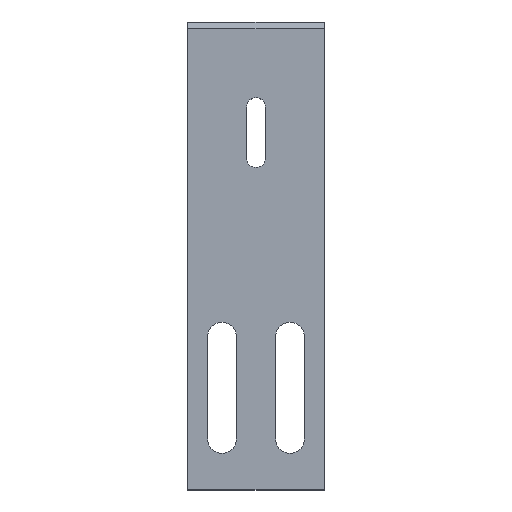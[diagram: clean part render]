
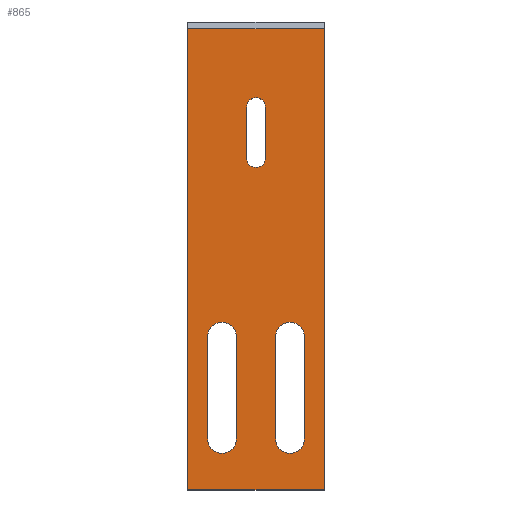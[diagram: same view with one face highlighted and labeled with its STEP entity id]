
A CAD part, top view. The second image highlights one B-rep face of the part: STEP entity #865.
In plain terms, the highlighted planar face has unit normal (0, 0, 1).
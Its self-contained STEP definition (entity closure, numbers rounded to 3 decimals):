
#1 = VECTOR ( 'NONE', #652, 1000. ) ;
#4 = CIRCLE ( 'NONE', #824, 4.25 ) ;
#7 = VERTEX_POINT ( 'NONE', #838 ) ;
#8 = DIRECTION ( 'NONE',  ( 0., -1., 0. ) ) ;
#13 = EDGE_CURVE ( 'NONE', #255, #604, #844, .T. ) ;
#29 = VERTEX_POINT ( 'NONE', #60 ) ;
#34 = DIRECTION ( 'NONE',  ( 0., 0., -1. ) ) ;
#36 = CIRCLE ( 'NONE', #98, 2.75 ) ;
#37 = AXIS2_PLACEMENT_3D ( 'NONE', #726, #34, #342 ) ;
#42 = VERTEX_POINT ( 'NONE', #993 ) ;
#43 = VERTEX_POINT ( 'NONE', #749 ) ;
#60 = CARTESIAN_POINT ( 'NONE',  ( -2.75, 62.5, 7. ) ) ;
#63 = VECTOR ( 'NONE', #619, 1000. ) ;
#75 = CARTESIAN_POINT ( 'NONE',  ( -5.75, 10., 7. ) ) ;
#78 = DIRECTION ( 'NONE',  ( 1., 0., 0. ) ) ;
#82 = LINE ( 'NONE', #409, #1 ) ;
#90 = CARTESIAN_POINT ( 'NONE',  ( -20., -35., 7. ) ) ;
#98 = AXIS2_PLACEMENT_3D ( 'NONE', #665, #128, #133 ) ;
#99 = AXIS2_PLACEMENT_3D ( 'NONE', #276, #122, #514 ) ;
#122 = DIRECTION ( 'NONE',  ( 0., 0., 1. ) ) ;
#128 = DIRECTION ( 'NONE',  ( 0., 0., 1. ) ) ;
#132 = EDGE_CURVE ( 'NONE', #957, #42, #82, .T. ) ;
#133 = DIRECTION ( 'NONE',  ( 1., 0., 0. ) ) ;
#145 = LINE ( 'NONE', #768, #146 ) ;
#146 = VECTOR ( 'NONE', #8, 1000. ) ;
#148 = VECTOR ( 'NONE', #791, 1000. ) ;
#172 = CARTESIAN_POINT ( 'NONE',  ( -20., -35., 7. ) ) ;
#184 = CARTESIAN_POINT ( 'NONE',  ( 10., 10., 7. ) ) ;
#189 = CARTESIAN_POINT ( 'NONE',  ( 2.75, 77.5, 7. ) ) ;
#197 = DIRECTION ( 'NONE',  ( -1., 0., 0. ) ) ;
#212 = LINE ( 'NONE', #741, #374 ) ;
#218 = CARTESIAN_POINT ( 'NONE',  ( -14.25, 10., 7. ) ) ;
#238 = CARTESIAN_POINT ( 'NONE',  ( 20., -35., 7. ) ) ;
#240 = DIRECTION ( 'NONE',  ( 1., 0., 0. ) ) ;
#255 = VERTEX_POINT ( 'NONE', #360 ) ;
#270 = EDGE_CURVE ( 'NONE', #706, #969, #36, .T. ) ;
#276 = CARTESIAN_POINT ( 'NONE',  ( -10., -20., 7. ) ) ;
#286 = VERTEX_POINT ( 'NONE', #438 ) ;
#290 = VERTEX_POINT ( 'NONE', #443 ) ;
#291 = CARTESIAN_POINT ( 'NONE',  ( -10., 10., 7. ) ) ;
#293 = ORIENTED_EDGE ( 'NONE', *, *, #270, .F. ) ;
#303 = CARTESIAN_POINT ( 'NONE',  ( 5.75, 10., 7. ) ) ;
#310 = DIRECTION ( 'NONE',  ( 0., -1., 0. ) ) ;
#314 = CARTESIAN_POINT ( 'NONE',  ( -2.75, 77.5, 7. ) ) ;
#319 = DIRECTION ( 'NONE',  ( 1., 0., 0. ) ) ;
#329 = AXIS2_PLACEMENT_3D ( 'NONE', #989, #609, #240 ) ;
#337 = EDGE_CURVE ( 'NONE', #980, #286, #971, .T. ) ;
#342 = DIRECTION ( 'NONE',  ( -1., 0., 0. ) ) ;
#359 = CIRCLE ( 'NONE', #558, 4.25 ) ;
#360 = CARTESIAN_POINT ( 'NONE',  ( 20., -35., 7. ) ) ;
#362 = FACE_OUTER_BOUND ( 'NONE', #789, .T. ) ;
#367 = CARTESIAN_POINT ( 'NONE',  ( 14.25, 10., 7. ) ) ;
#374 = VECTOR ( 'NONE', #197, 1000. ) ;
#380 = DIRECTION ( 'NONE',  ( -1., 0., 0. ) ) ;
#381 = ORIENTED_EDGE ( 'NONE', *, *, #337, .F. ) ;
#386 = ORIENTED_EDGE ( 'NONE', *, *, #424, .F. ) ;
#391 = VECTOR ( 'NONE', #549, 1000. ) ;
#409 = CARTESIAN_POINT ( 'NONE',  ( 5.75, 10., 7. ) ) ;
#418 = VERTEX_POINT ( 'NONE', #866 ) ;
#423 = PLANE ( 'NONE',  #37 ) ;
#424 = EDGE_CURVE ( 'NONE', #42, #980, #4, .T. ) ;
#431 = ORIENTED_EDGE ( 'NONE', *, *, #863, .T. ) ;
#432 = ORIENTED_EDGE ( 'NONE', *, *, #436, .F. ) ;
#436 = EDGE_CURVE ( 'NONE', #969, #29, #145, .T. ) ;
#438 = CARTESIAN_POINT ( 'NONE',  ( 14.25, 10., 7. ) ) ;
#443 = CARTESIAN_POINT ( 'NONE',  ( -14.25, -20., 7. ) ) ;
#449 = CARTESIAN_POINT ( 'NONE',  ( 2.75, 62.5, 7. ) ) ;
#450 = ORIENTED_EDGE ( 'NONE', *, *, #504, .F. ) ;
#452 = EDGE_CURVE ( 'NONE', #418, #7, #704, .T. ) ;
#457 = VECTOR ( 'NONE', #984, 1000. ) ;
#460 = AXIS2_PLACEMENT_3D ( 'NONE', #184, #946, #932 ) ;
#463 = DIRECTION ( 'NONE',  ( 0., 0., 1. ) ) ;
#488 = CARTESIAN_POINT ( 'NONE',  ( 2.75, 77.5, 7. ) ) ;
#496 = ORIENTED_EDGE ( 'NONE', *, *, #887, .F. ) ;
#504 = EDGE_CURVE ( 'NONE', #43, #916, #784, .T. ) ;
#510 = FACE_BOUND ( 'NONE', #785, .T. ) ;
#514 = DIRECTION ( 'NONE',  ( 1., 0., 0. ) ) ;
#543 = CARTESIAN_POINT ( 'NONE',  ( 10., -20., 7. ) ) ;
#544 = CIRCLE ( 'NONE', #99, 4.25 ) ;
#549 = DIRECTION ( 'NONE',  ( 0., 1., 0. ) ) ;
#556 = DIRECTION ( 'NONE',  ( 0., 0., 1. ) ) ;
#558 = AXIS2_PLACEMENT_3D ( 'NONE', #291, #463, #78 ) ;
#604 = VERTEX_POINT ( 'NONE', #853 ) ;
#609 = DIRECTION ( 'NONE',  ( 0., 0., 1. ) ) ;
#619 = DIRECTION ( 'NONE',  ( 0., 1., 0. ) ) ;
#624 = DIRECTION ( 'NONE',  ( 0., -1., 0. ) ) ;
#648 = EDGE_CURVE ( 'NONE', #916, #895, #359, .T. ) ;
#652 = DIRECTION ( 'NONE',  ( 0., -1., 0. ) ) ;
#654 = EDGE_CURVE ( 'NONE', #895, #290, #905, .T. ) ;
#659 = FACE_BOUND ( 'NONE', #949, .T. ) ;
#663 = VECTOR ( 'NONE', #310, 1000. ) ;
#665 = CARTESIAN_POINT ( 'NONE',  ( 0., 77.5, 7. ) ) ;
#666 = VERTEX_POINT ( 'NONE', #449 ) ;
#675 = EDGE_CURVE ( 'NONE', #29, #666, #977, .T. ) ;
#687 = ORIENTED_EDGE ( 'NONE', *, *, #742, .F. ) ;
#698 = ORIENTED_EDGE ( 'NONE', *, *, #720, .T. ) ;
#704 = LINE ( 'NONE', #172, #902 ) ;
#706 = VERTEX_POINT ( 'NONE', #488 ) ;
#708 = LINE ( 'NONE', #189, #148 ) ;
#712 = EDGE_CURVE ( 'NONE', #286, #957, #864, .T. ) ;
#720 = EDGE_CURVE ( 'NONE', #7, #255, #787, .T. ) ;
#726 = CARTESIAN_POINT ( 'NONE',  ( 0., 0., 7. ) ) ;
#741 = CARTESIAN_POINT ( 'NONE',  ( 0., 100.5, 7. ) ) ;
#742 = EDGE_CURVE ( 'NONE', #666, #706, #708, .T. ) ;
#749 = CARTESIAN_POINT ( 'NONE',  ( -5.75, -20., 7. ) ) ;
#752 = ORIENTED_EDGE ( 'NONE', *, *, #132, .F. ) ;
#759 = CARTESIAN_POINT ( 'NONE',  ( 14.25, -20., 7. ) ) ;
#767 = ORIENTED_EDGE ( 'NONE', *, *, #452, .T. ) ;
#768 = CARTESIAN_POINT ( 'NONE',  ( -2.75, 77.5, 7. ) ) ;
#784 = LINE ( 'NONE', #75, #63 ) ;
#785 = EDGE_LOOP ( 'NONE', ( #801, #381, #386, #752 ) ) ;
#787 = LINE ( 'NONE', #90, #965 ) ;
#789 = EDGE_LOOP ( 'NONE', ( #954, #431, #767, #698 ) ) ;
#791 = DIRECTION ( 'NONE',  ( 0., 1., 0. ) ) ;
#801 = ORIENTED_EDGE ( 'NONE', *, *, #712, .F. ) ;
#824 = AXIS2_PLACEMENT_3D ( 'NONE', #543, #556, #380 ) ;
#836 = ORIENTED_EDGE ( 'NONE', *, *, #675, .F. ) ;
#838 = CARTESIAN_POINT ( 'NONE',  ( -20., -35., 7. ) ) ;
#844 = LINE ( 'NONE', #238, #391 ) ;
#853 = CARTESIAN_POINT ( 'NONE',  ( 20., 100.5, 7. ) ) ;
#863 = EDGE_CURVE ( 'NONE', #604, #418, #212, .T. ) ;
#864 = CIRCLE ( 'NONE', #460, 4.25 ) ;
#865 = ADVANCED_FACE ( 'NONE', ( #510, #362, #659, #962 ), #423, .F. ) ;
#866 = CARTESIAN_POINT ( 'NONE',  ( -20., 100.5, 7. ) ) ;
#882 = CARTESIAN_POINT ( 'NONE',  ( -5.75, 10., 7. ) ) ;
#887 = EDGE_CURVE ( 'NONE', #290, #43, #544, .T. ) ;
#895 = VERTEX_POINT ( 'NONE', #970 ) ;
#902 = VECTOR ( 'NONE', #624, 1000. ) ;
#904 = EDGE_LOOP ( 'NONE', ( #293, #687, #836, #432 ) ) ;
#905 = LINE ( 'NONE', #218, #663 ) ;
#906 = ORIENTED_EDGE ( 'NONE', *, *, #654, .F. ) ;
#916 = VERTEX_POINT ( 'NONE', #882 ) ;
#932 = DIRECTION ( 'NONE',  ( -1., 0., 0. ) ) ;
#946 = DIRECTION ( 'NONE',  ( 0., 0., 1. ) ) ;
#949 = EDGE_LOOP ( 'NONE', ( #966, #450, #496, #906 ) ) ;
#954 = ORIENTED_EDGE ( 'NONE', *, *, #13, .T. ) ;
#957 = VERTEX_POINT ( 'NONE', #303 ) ;
#962 = FACE_BOUND ( 'NONE', #904, .T. ) ;
#965 = VECTOR ( 'NONE', #319, 1000. ) ;
#966 = ORIENTED_EDGE ( 'NONE', *, *, #648, .F. ) ;
#969 = VERTEX_POINT ( 'NONE', #314 ) ;
#970 = CARTESIAN_POINT ( 'NONE',  ( -14.25, 10., 7. ) ) ;
#971 = LINE ( 'NONE', #367, #457 ) ;
#977 = CIRCLE ( 'NONE', #329, 2.75 ) ;
#980 = VERTEX_POINT ( 'NONE', #759 ) ;
#984 = DIRECTION ( 'NONE',  ( 0., 1., 0. ) ) ;
#989 = CARTESIAN_POINT ( 'NONE',  ( 0., 62.5, 7. ) ) ;
#993 = CARTESIAN_POINT ( 'NONE',  ( 5.75, -20., 7. ) ) ;
